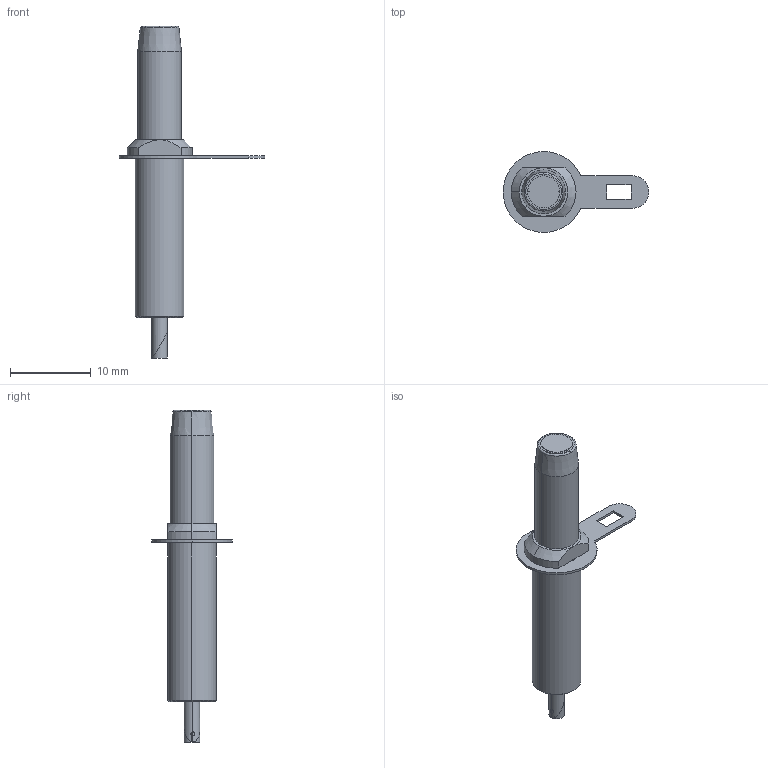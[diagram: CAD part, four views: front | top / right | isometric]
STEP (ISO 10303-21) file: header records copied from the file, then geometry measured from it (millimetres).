
FILE_DESCRIPTION (( 'STEP AP214' ), '1' );
FILE_NAME ('35640~0.STEP', '2018-02-20T09:19:37', ( '' ), ( '' ), 'SwSTEP 2.0', 'SolidWorks 2016', '' );
FILE_SCHEMA (( 'AUTOMOTIVE_DESIGN' ));
Length unit declared in the file: millimetre
Products named in the file (1): 35640~0
Bounding box: 18 x 9.99 x 41 mm (x, y, z)
Surface area: 1678.7 mm2 (no closed solid volume)
Topology: 0 solids, 5 shells, 63 faces, 160 edges, 101 vertices
Faces by surface type: cylinder 30, plane 20, cone 9, bspline 4
Entity records: 2787 total; most frequent: CARTESIAN_POINT 601, DIRECTION 337, ORIENTED_EDGE 308, EDGE_CURVE 160, AXIS2_PLACEMENT_3D 135, VERTEX_POINT 101, CIRCLE 75, EDGE_LOOP 71
